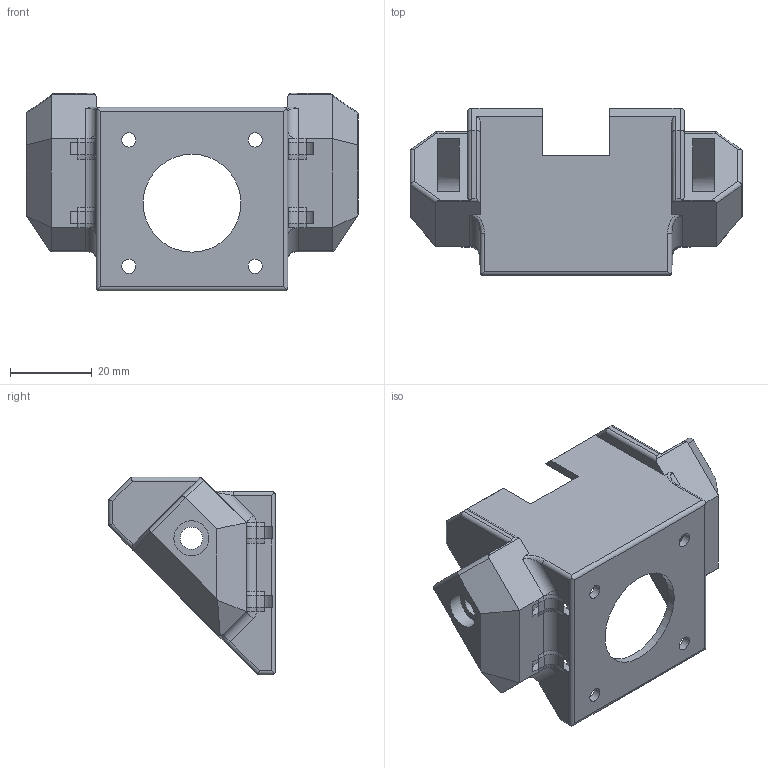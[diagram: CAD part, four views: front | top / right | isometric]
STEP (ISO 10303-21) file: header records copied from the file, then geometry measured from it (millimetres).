
FILE_DESCRIPTION(/* description */ (''),/* implementation_level */ '2;1');
FILE_NAME(/* name */ 'extruder_to_franka_mount_v2.stp',/* time_stamp */ '2021-04-20T13:51:44+02:00',/* author */ ('Raszagal'),/* organization */ (''),/* preprocessor_version */ 'ST-DEVELOPER v18.1',/* originating_system */ 'AutoCAD Mechanical',/* authorisation */ '');
FILE_SCHEMA (('AUTOMOTIVE_DESIGN { 1 0 10303 214 3 1 1 }'));
Length unit declared in the file: millimetre
Products named in the file (1): Product
Bounding box: 81.4 x 41 x 48.48 mm (x, y, z)
Volume: 26238.3 mm3; surface area: 16545 mm2
Topology: 1 solids, 1 shells, 205 faces, 547 edges, 334 vertices
Faces by surface type: plane 118, cylinder 69, bspline 8, cone 8, torus 2
Full cylindrical faces by diameter (mm): 3.5 x4, 5.5 x4, 8.6 x2, 24 x1
Entity records: 6790 total; most frequent: CARTESIAN_POINT 1571, ORIENTED_EDGE 1086, DIRECTION 1081, EDGE_CURVE 543, LINE 385, VECTOR 385, AXIS2_PLACEMENT_3D 348, VERTEX_POINT 334
